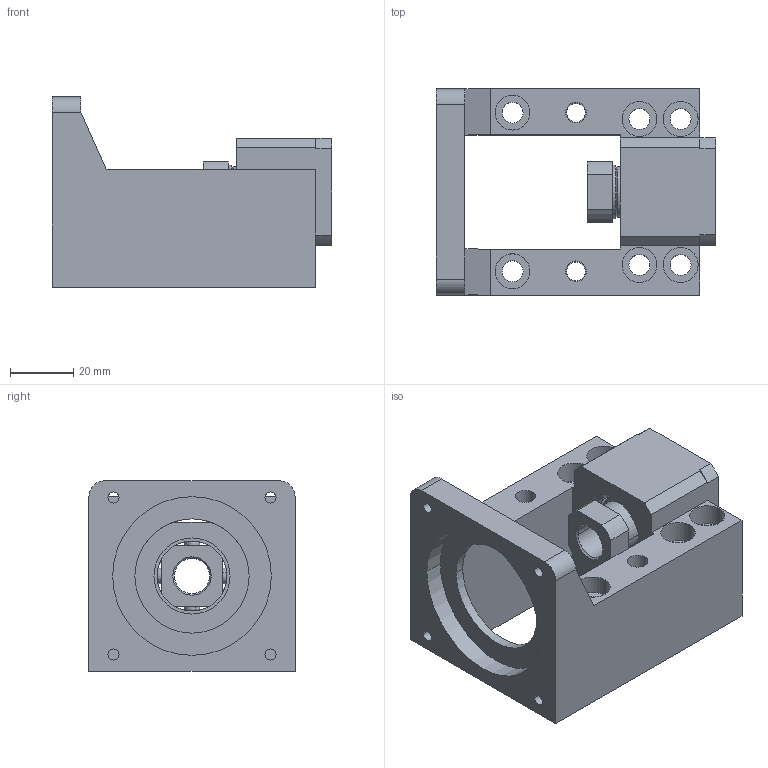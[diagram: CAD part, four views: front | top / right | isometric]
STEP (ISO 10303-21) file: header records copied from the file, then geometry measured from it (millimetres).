
FILE_DESCRIPTION(('CATIA V5 STEP Exchange'),'2;1');
FILE_NAME('TKZA12-60HA-XT01580006.stp','2019-10-24T15:22:44+00:00',('none'),('none'),'CATIA Version 5 Release 20 GA (IN-10)','CATIA V5 STEP AP203','none');
FILE_SCHEMA(('CONFIG_CONTROL_DESIGN'));
Length unit declared in the file: millimetre
Products named in the file (1): TKZA12-60HA-XT01580006_AllCATPart
Bounding box: 88 x 65 x 60 mm (x, y, z)
Volume: 126851 mm3; surface area: 44591.1 mm2
Topology: 18 solids, 19 shells, 279 faces, 668 edges, 392 vertices
Faces by surface type: cylinder 120, plane 67, cone 38, sphere 32, torus 22
Entity records: 6903 total; most frequent: ORIENTED_EDGE 1208, CARTESIAN_POINT 1167, DIRECTION 944, EDGE_CURVE 604, AXIS2_PLACEMENT_3D 533, VERTEX_POINT 392, CIRCLE 362, EDGE_LOOP 338
